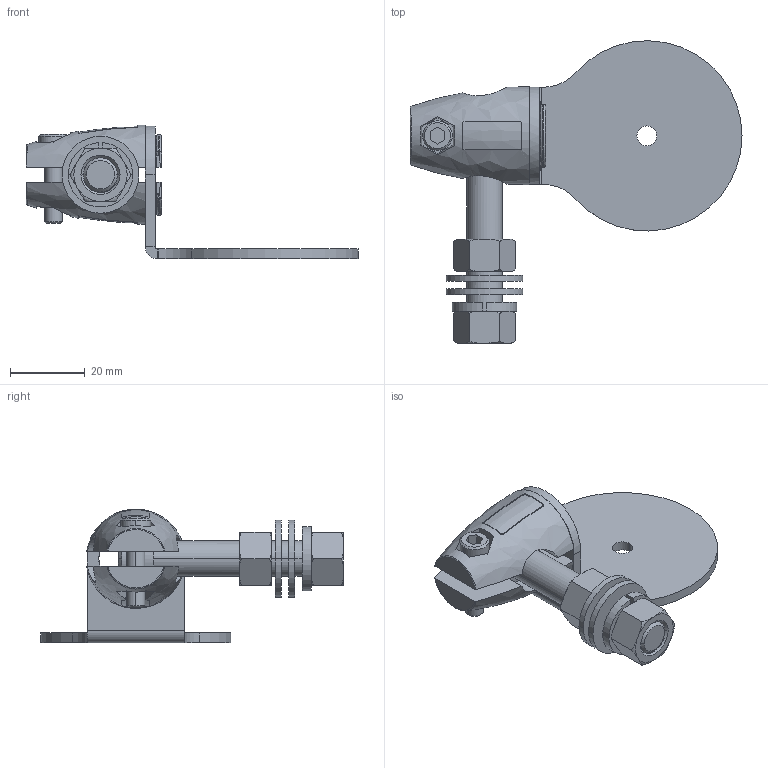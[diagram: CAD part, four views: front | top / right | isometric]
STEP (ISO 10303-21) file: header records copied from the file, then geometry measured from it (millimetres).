
FILE_DESCRIPTION((''),'2;1');
FILE_NAME('142560_SW','2008-08-25T',('banengservice'),('BANNER ENGINEERING'),'PRO/ENGINEER BY PARAMETRIC TECHNOLOGY CORPORATION, 2006170','PRO/ENGINEER BY PARAMETRIC TECHNOLOGY CORPORATION, 2006170','');
FILE_SCHEMA(('CONFIG_CONTROL_DESIGN'));
Length unit declared in the file: inch
Products named in the file (1): 142560_SW
Bounding box: 88.97 x 81.09 x 35.75 mm (x, y, z)
Volume: 24336.7 mm3; surface area: 15619.7 mm2
Topology: 3 solids, 3 shells, 260 faces, 667 edges, 421 vertices
Faces by surface type: plane 116, cylinder 74, torus 26, cone 20, bspline 20, sphere 4
Entity records: 13317 total; most frequent: CARTESIAN_POINT 7237, ORIENTED_EDGE 1334, DIRECTION 1143, EDGE_CURVE 667, AXIS2_PLACEMENT_3D 427, VERTEX_POINT 421, VECTOR 289, LINE 289
